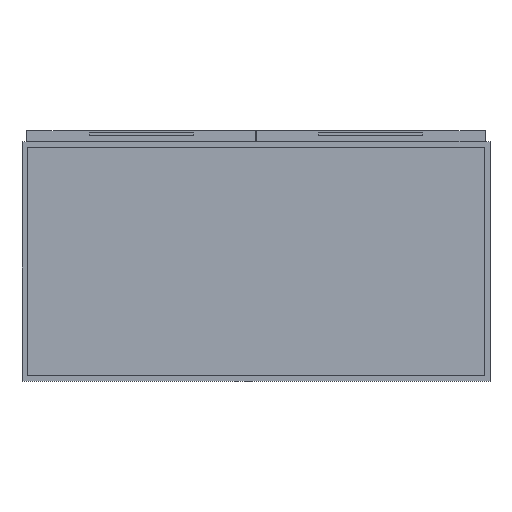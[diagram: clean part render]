
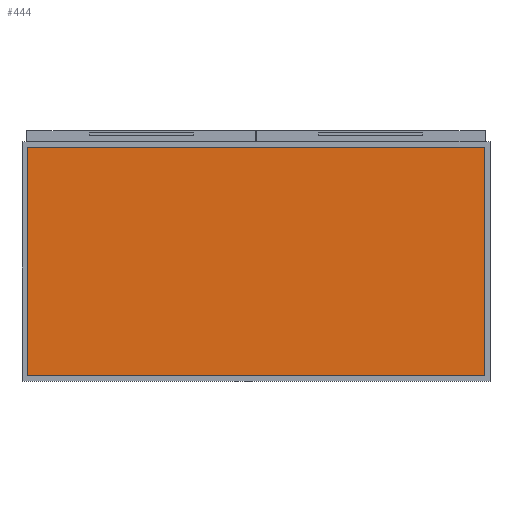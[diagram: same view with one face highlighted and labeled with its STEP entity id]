
A CAD part, top view. The second image highlights one B-rep face of the part: STEP entity #444.
In plain terms, the highlighted planar face has unit normal (0, 0, 1).
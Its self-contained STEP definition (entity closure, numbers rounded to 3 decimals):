
#44=FACE_OUTER_BOUND('',#70,.T.);
#70=EDGE_LOOP('',(#306,#307,#308,#309));
#98=LINE('',#740,#154);
#99=LINE('',#742,#155);
#100=LINE('',#744,#156);
#101=LINE('',#745,#157);
#154=VECTOR('',#617,1.);
#155=VECTOR('',#618,1.);
#156=VECTOR('',#619,1.);
#157=VECTOR('',#620,1.);
#210=VERTEX_POINT('',#738);
#211=VERTEX_POINT('',#739);
#212=VERTEX_POINT('',#741);
#213=VERTEX_POINT('',#743);
#250=EDGE_CURVE('',#210,#211,#98,.T.);
#251=EDGE_CURVE('',#211,#212,#99,.T.);
#252=EDGE_CURVE('',#212,#213,#100,.T.);
#253=EDGE_CURVE('',#213,#210,#101,.T.);
#306=ORIENTED_EDGE('',*,*,#250,.T.);
#307=ORIENTED_EDGE('',*,*,#251,.T.);
#308=ORIENTED_EDGE('',*,*,#252,.T.);
#309=ORIENTED_EDGE('',*,*,#253,.T.);
#418=PLANE('',#579);
#444=ADVANCED_FACE('',(#44),#418,.T.);
#579=AXIS2_PLACEMENT_3D('',#737,#615,#616);
#615=DIRECTION('center_axis',(0.,0.,1.));
#616=DIRECTION('ref_axis',(1.,0.,0.));
#617=DIRECTION('',(0.,1.,0.));
#618=DIRECTION('',(-1.,0.,0.));
#619=DIRECTION('',(0.,-1.,0.));
#620=DIRECTION('',(1.,0.,0.));
#737=CARTESIAN_POINT('Origin',(21.3,10.9,0.3));
#738=CARTESIAN_POINT('',(42.1,0.5,0.3));
#739=CARTESIAN_POINT('',(42.1,21.3,0.3));
#740=CARTESIAN_POINT('',(42.1,10.9,0.3));
#741=CARTESIAN_POINT('',(0.5,21.3,0.3));
#742=CARTESIAN_POINT('',(21.3,21.3,0.3));
#743=CARTESIAN_POINT('',(0.5,0.5,0.3));
#744=CARTESIAN_POINT('',(0.5,10.9,0.3));
#745=CARTESIAN_POINT('',(21.3,0.5,0.3));
